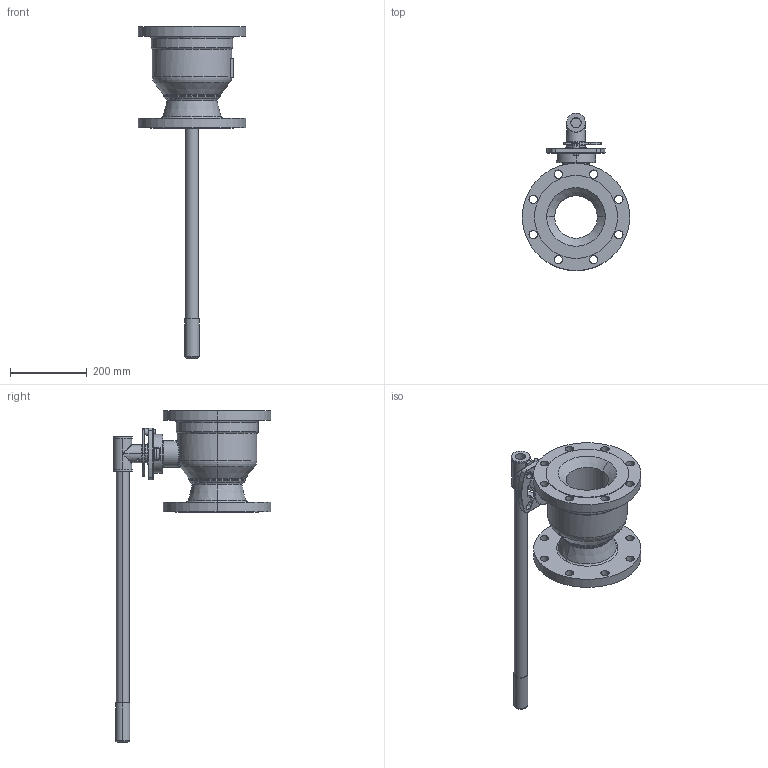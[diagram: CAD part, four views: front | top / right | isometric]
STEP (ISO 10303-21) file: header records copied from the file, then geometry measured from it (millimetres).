
FILE_DESCRIPTION (( 'STEP AP214' ), '1' );
FILE_NAME ('F91-F1-0600-XXX.step', '2019-09-20T11:03:10', ( '' ), ( '' ), 'SwSTEP 2.0', 'SolidWorks 2019', '' );
FILE_SCHEMA (( 'AUTOMOTIVE_DESIGN' ));
Length unit declared in the file: inch
Products named in the file (2): F91-F1-0600-XXX
Bounding box: 279.4 x 409.88 x 864.36 mm (x, y, z)
Surface area: 639961.5 mm2 (no closed solid volume)
Topology: 0 solids, 10 shells, 274 faces, 765 edges, 488 vertices
Faces by surface type: cylinder 121, plane 76, torus 48, cone 18, bspline 11
Entity records: 14956 total; most frequent: CARTESIAN_POINT 4206, DIRECTION 1581, ORIENTED_EDGE 1403, EDGE_CURVE 761, AXIS2_PLACEMENT_3D 640, VERTEX_POINT 488, CIRCLE 375, EDGE_LOOP 336
